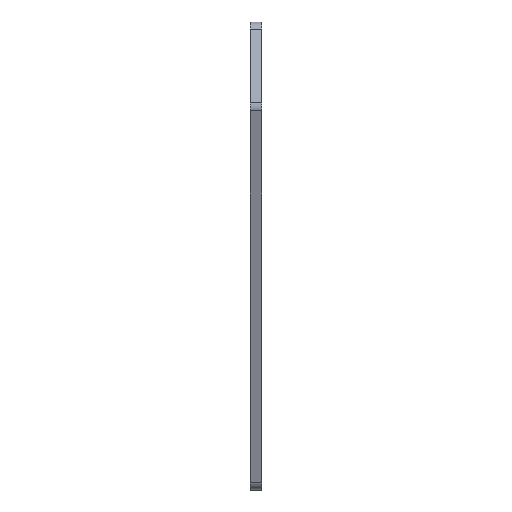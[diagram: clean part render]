
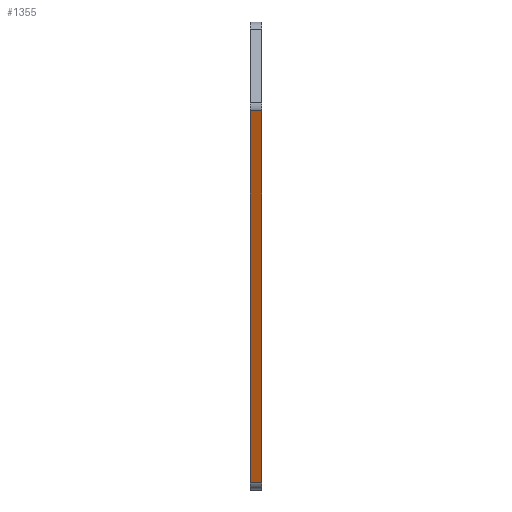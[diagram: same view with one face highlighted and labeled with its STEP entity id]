
A CAD part, top view. The second image highlights one B-rep face of the part: STEP entity #1355.
In plain terms, the highlighted planar face has unit normal (0, -0.346, 0.938).
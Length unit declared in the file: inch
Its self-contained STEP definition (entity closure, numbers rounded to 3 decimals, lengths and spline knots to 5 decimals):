
#52 = VERTEX_POINT ( 'NONE', #1191 ) ;
#110 = DIRECTION ( 'NONE',  ( 0., -0.938, -0.346 ) ) ;
#121 = CARTESIAN_POINT ( 'NONE',  ( 0., 4.02994, 1.4862 ) ) ;
#122 = EDGE_CURVE ( 'NONE', #163, #339, #524, .T. ) ;
#157 = CARTESIAN_POINT ( 'NONE',  ( 0., 0.08175, 0.03015 ) ) ;
#163 = VERTEX_POINT ( 'NONE', #121 ) ;
#173 = EDGE_CURVE ( 'NONE', #52, #339, #744, .T. ) ;
#203 = CARTESIAN_POINT ( 'NONE',  ( -0.125, 4.02994, 1.4862 ) ) ;
#339 = VERTEX_POINT ( 'NONE', #157 ) ;
#348 = ORIENTED_EDGE ( 'NONE', *, *, #854, .T. ) ;
#382 = AXIS2_PLACEMENT_3D ( 'NONE', #789, #404, #774 ) ;
#388 = CARTESIAN_POINT ( 'NONE',  ( -0.125, 4.02994, 1.4862 ) ) ;
#391 = CARTESIAN_POINT ( 'NONE',  ( 0., 4.0729, 1.50205 ) ) ;
#402 = DIRECTION ( 'NONE',  ( -1., 0., 0. ) ) ;
#404 = DIRECTION ( 'NONE',  ( 0., -0.346, 0.938 ) ) ;
#434 = VECTOR ( 'NONE', #1512, 39.37008 ) ;
#444 = ORIENTED_EDGE ( 'NONE', *, *, #615, .T. ) ;
#449 = ORIENTED_EDGE ( 'NONE', *, *, #122, .F. ) ;
#524 = LINE ( 'NONE', #391, #1211 ) ;
#615 = EDGE_CURVE ( 'NONE', #163, #1408, #999, .T. ) ;
#744 = LINE ( 'NONE', #903, #434 ) ;
#774 = DIRECTION ( 'NONE',  ( 0., -0.938, -0.346 ) ) ;
#789 = CARTESIAN_POINT ( 'NONE',  ( -0.125, 4.0729, 1.50205 ) ) ;
#854 = EDGE_CURVE ( 'NONE', #1408, #52, #1109, .T. ) ;
#903 = CARTESIAN_POINT ( 'NONE',  ( -0.125, 0.08175, 0.03015 ) ) ;
#916 = FACE_OUTER_BOUND ( 'NONE', #1136, .T. ) ;
#949 = VECTOR ( 'NONE', #110, 39.37008 ) ;
#999 = LINE ( 'NONE', #388, #1466 ) ;
#1010 = DIRECTION ( 'NONE',  ( 0., -0.938, -0.346 ) ) ;
#1109 = LINE ( 'NONE', #1337, #949 ) ;
#1136 = EDGE_LOOP ( 'NONE', ( #348, #1500, #449, #444 ) ) ;
#1191 = CARTESIAN_POINT ( 'NONE',  ( -0.125, 0.08175, 0.03015 ) ) ;
#1211 = VECTOR ( 'NONE', #1010, 39.37008 ) ;
#1337 = CARTESIAN_POINT ( 'NONE',  ( -0.125, 4.0729, 1.50205 ) ) ;
#1355 = ADVANCED_FACE ( 'NONE', ( #916 ), #1518, .T. ) ;
#1408 = VERTEX_POINT ( 'NONE', #203 ) ;
#1466 = VECTOR ( 'NONE', #402, 39.37008 ) ;
#1500 = ORIENTED_EDGE ( 'NONE', *, *, #173, .T. ) ;
#1512 = DIRECTION ( 'NONE',  ( 1., 0., 0. ) ) ;
#1518 = PLANE ( 'NONE',  #382 ) ;
